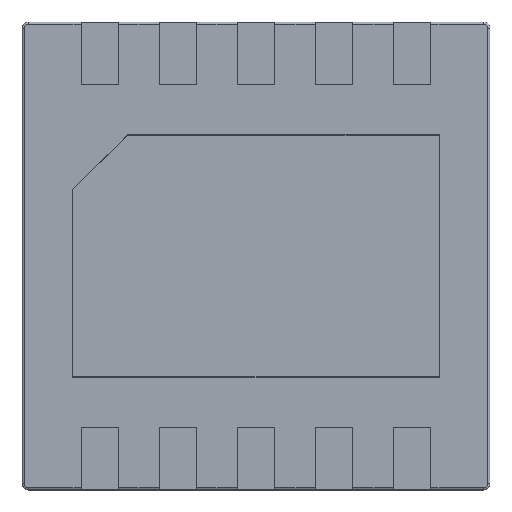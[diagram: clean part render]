
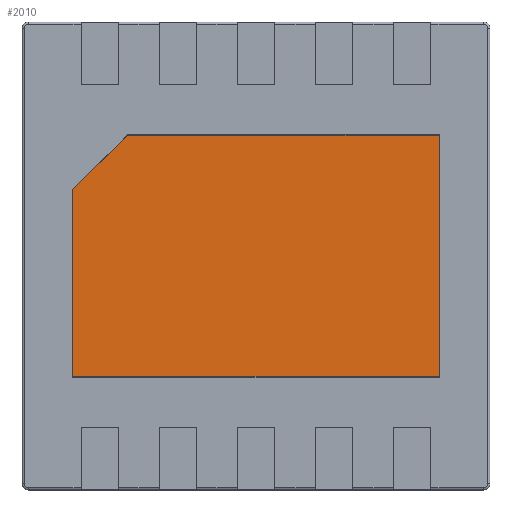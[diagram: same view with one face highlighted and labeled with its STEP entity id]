
A CAD part, front view. The second image highlights one B-rep face of the part: STEP entity #2010.
In plain terms, the highlighted planar face has unit normal (0, -1, 0).
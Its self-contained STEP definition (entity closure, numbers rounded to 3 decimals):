
#243 = VERTEX_POINT ( 'NONE', #3789 ) ;
#344 = CARTESIAN_POINT ( 'NONE',  ( -1.175, 0., 0.425 ) ) ;
#469 = DIRECTION ( 'NONE',  ( 0., 1., 0. ) ) ;
#536 = ORIENTED_EDGE ( 'NONE', *, *, #4909, .T. ) ;
#784 = EDGE_LOOP ( 'NONE', ( #1153, #2793, #993, #536, #1316 ) ) ;
#891 = FACE_OUTER_BOUND ( 'NONE', #784, .T. ) ;
#993 = ORIENTED_EDGE ( 'NONE', *, *, #3296, .T. ) ;
#1153 = ORIENTED_EDGE ( 'NONE', *, *, #3465, .F. ) ;
#1165 = EDGE_CURVE ( 'NONE', #1230, #3524, #4743, .T. ) ;
#1230 = VERTEX_POINT ( 'NONE', #4010 ) ;
#1316 = ORIENTED_EDGE ( 'NONE', *, *, #1689, .F. ) ;
#1428 = VECTOR ( 'NONE', #3662, 1000. ) ;
#1689 = EDGE_CURVE ( 'NONE', #3912, #3781, #2170, .T. ) ;
#1820 = CARTESIAN_POINT ( 'NONE',  ( 0., 0., -0.775 ) ) ;
#1896 = LINE ( 'NONE', #4901, #1428 ) ;
#2010 = ADVANCED_FACE ( 'NONE', ( #891 ), #3035, .F. ) ;
#2170 = LINE ( 'NONE', #3643, #3308 ) ;
#2253 = DIRECTION ( 'NONE',  ( -1., 0., 0. ) ) ;
#2528 = LINE ( 'NONE', #1820, #3207 ) ;
#2624 = CARTESIAN_POINT ( 'NONE',  ( 0., 0., 0.775 ) ) ;
#2742 = VECTOR ( 'NONE', #2253, 1000. ) ;
#2793 = ORIENTED_EDGE ( 'NONE', *, *, #1165, .T. ) ;
#3035 = PLANE ( 'NONE',  #3134 ) ;
#3134 = AXIS2_PLACEMENT_3D ( 'NONE', #4222, #469, #5062 ) ;
#3207 = VECTOR ( 'NONE', #3608, 1000. ) ;
#3223 = CARTESIAN_POINT ( 'NONE',  ( 1.175, 0., 0.775 ) ) ;
#3238 = DIRECTION ( 'NONE',  ( 0., 0., 1. ) ) ;
#3296 = EDGE_CURVE ( 'NONE', #3524, #243, #4820, .T. ) ;
#3308 = VECTOR ( 'NONE', #3238, 1000. ) ;
#3465 = EDGE_CURVE ( 'NONE', #1230, #3912, #2528, .T. ) ;
#3524 = VERTEX_POINT ( 'NONE', #3223 ) ;
#3608 = DIRECTION ( 'NONE',  ( -1., 0., 0. ) ) ;
#3643 = CARTESIAN_POINT ( 'NONE',  ( -1.175, 0., 0. ) ) ;
#3662 = DIRECTION ( 'NONE',  ( -0.707, 0., -0.707 ) ) ;
#3781 = VERTEX_POINT ( 'NONE', #344 ) ;
#3789 = CARTESIAN_POINT ( 'NONE',  ( -0.825, 0., 0.775 ) ) ;
#3848 = CARTESIAN_POINT ( 'NONE',  ( -1.175, 0., -0.775 ) ) ;
#3912 = VERTEX_POINT ( 'NONE', #3848 ) ;
#4010 = CARTESIAN_POINT ( 'NONE',  ( 1.175, 0., -0.775 ) ) ;
#4053 = DIRECTION ( 'NONE',  ( 0., 0., 1. ) ) ;
#4155 = VECTOR ( 'NONE', #4053, 1000. ) ;
#4222 = CARTESIAN_POINT ( 'NONE',  ( 0., 0., 0. ) ) ;
#4743 = LINE ( 'NONE', #5185, #4155 ) ;
#4820 = LINE ( 'NONE', #2624, #2742 ) ;
#4901 = CARTESIAN_POINT ( 'NONE',  ( -0.8, 0., 0.8 ) ) ;
#4909 = EDGE_CURVE ( 'NONE', #243, #3781, #1896, .T. ) ;
#5062 = DIRECTION ( 'NONE',  ( 0., 0., 1. ) ) ;
#5185 = CARTESIAN_POINT ( 'NONE',  ( 1.175, 0., 0. ) ) ;
